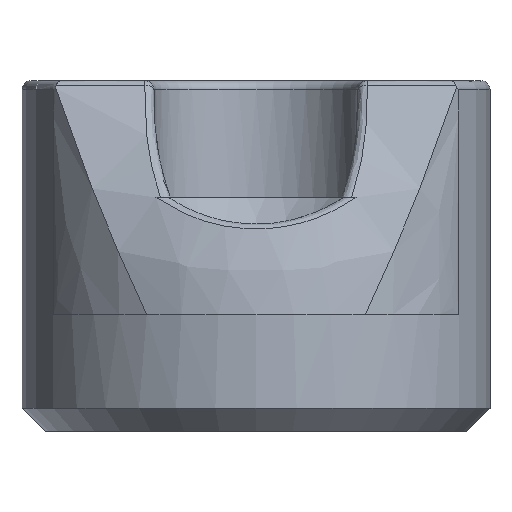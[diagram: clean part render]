
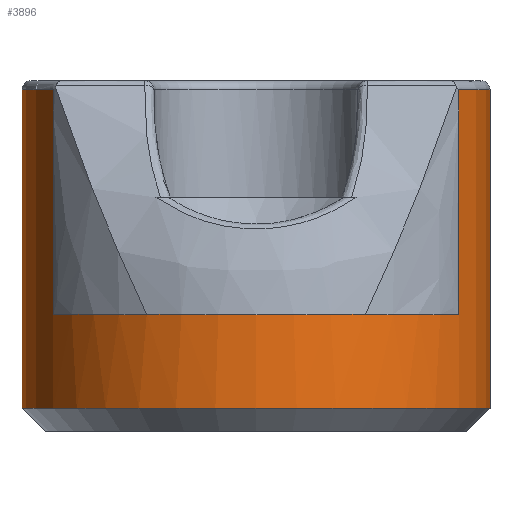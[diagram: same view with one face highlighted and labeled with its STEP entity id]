
A CAD part, left-side view. The second image highlights one B-rep face of the part: STEP entity #3896.
In plain terms, the highlighted cylindrical face has radius 12.7 mm (diameter 25.4 mm), a partial arc.
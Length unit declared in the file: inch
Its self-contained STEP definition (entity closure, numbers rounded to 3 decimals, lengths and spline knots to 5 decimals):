
#279=FACE_OUTER_BOUND('',#516,.T.);
#516=EDGE_LOOP('',(#2839,#2840,#2841,#2842,#2843,#2844,#2845,#2846,#2847,
#2848,#2849,#2850));
#703=CIRCLE('',#4143,0.5);
#709=CIRCLE('',#4151,0.5);
#710=CIRCLE('',#4152,0.5);
#719=CIRCLE('',#4174,0.5);
#720=CIRCLE('',#4175,0.5);
#721=CIRCLE('',#4177,0.5);
#1046=LINE('',#7393,#1290);
#1047=LINE('',#7394,#1291);
#1059=LINE('',#7920,#1303);
#1060=LINE('',#7922,#1304);
#1061=LINE('',#7926,#1305);
#1062=LINE('',#7929,#1306);
#1290=VECTOR('',#4626,0.3937);
#1291=VECTOR('',#4627,0.3937);
#1303=VECTOR('',#4685,0.3937);
#1304=VECTOR('',#4686,0.3937);
#1305=VECTOR('',#4691,0.3937);
#1306=VECTOR('',#4694,0.3937);
#1601=VERTEX_POINT('',#7294);
#1602=VERTEX_POINT('',#7309);
#1610=VERTEX_POINT('',#7385);
#1611=VERTEX_POINT('',#7390);
#1612=VERTEX_POINT('',#7392);
#1614=VERTEX_POINT('',#7438);
#1675=VERTEX_POINT('',#7881);
#1676=VERTEX_POINT('',#7885);
#1677=VERTEX_POINT('',#7919);
#1678=VERTEX_POINT('',#7921);
#1679=VERTEX_POINT('',#7925);
#1680=VERTEX_POINT('',#7927);
#2031=EDGE_CURVE('',#1601,#1602,#703,.T.);
#2043=EDGE_CURVE('',#1610,#1611,#709,.T.);
#2044=EDGE_CURVE('',#1611,#1612,#1046,.T.);
#2045=EDGE_CURVE('',#1612,#1601,#1047,.T.);
#2048=EDGE_CURVE('',#1614,#1610,#710,.T.);
#2121=EDGE_CURVE('',#1675,#1676,#719,.T.);
#2123=EDGE_CURVE('',#1677,#1676,#1059,.T.);
#2124=EDGE_CURVE('',#1678,#1677,#1060,.T.);
#2125=EDGE_CURVE('',#1678,#1614,#720,.T.);
#2126=EDGE_CURVE('',#1679,#1675,#1061,.T.);
#2127=EDGE_CURVE('',#1680,#1679,#721,.T.);
#2128=EDGE_CURVE('',#1680,#1602,#1062,.T.);
#2839=ORIENTED_EDGE('',*,*,#2031,.F.);
#2840=ORIENTED_EDGE('',*,*,#2045,.F.);
#2841=ORIENTED_EDGE('',*,*,#2044,.F.);
#2842=ORIENTED_EDGE('',*,*,#2043,.F.);
#2843=ORIENTED_EDGE('',*,*,#2048,.F.);
#2844=ORIENTED_EDGE('',*,*,#2125,.F.);
#2845=ORIENTED_EDGE('',*,*,#2124,.T.);
#2846=ORIENTED_EDGE('',*,*,#2123,.T.);
#2847=ORIENTED_EDGE('',*,*,#2121,.F.);
#2848=ORIENTED_EDGE('',*,*,#2126,.F.);
#2849=ORIENTED_EDGE('',*,*,#2127,.F.);
#2850=ORIENTED_EDGE('',*,*,#2128,.T.);
#3764=CYLINDRICAL_SURFACE('',#4176,0.5);
#3896=ADVANCED_FACE('',(#279),#3764,.T.);
#4143=AXIS2_PLACEMENT_3D('',#7310,#4606,#4607);
#4151=AXIS2_PLACEMENT_3D('',#7391,#4624,#4625);
#4152=AXIS2_PLACEMENT_3D('',#7443,#4628,#4629);
#4174=AXIS2_PLACEMENT_3D('',#7886,#4683,#4684);
#4175=AXIS2_PLACEMENT_3D('',#7923,#4687,#4688);
#4176=AXIS2_PLACEMENT_3D('',#7924,#4689,#4690);
#4177=AXIS2_PLACEMENT_3D('',#7928,#4692,#4693);
#4606=DIRECTION('center_axis',(0.,0.,1.));
#4607=DIRECTION('ref_axis',(-0.259,-0.966,0.));
#4624=DIRECTION('center_axis',(0.,0.,1.));
#4625=DIRECTION('ref_axis',(0.,1.,0.));
#4626=DIRECTION('',(0.,0.,1.));
#4627=DIRECTION('',(0.,0.,1.));
#4628=DIRECTION('center_axis',(0.,0.,1.));
#4629=DIRECTION('ref_axis',(0.,1.,0.));
#4683=DIRECTION('center_axis',(0.,0.,1.));
#4684=DIRECTION('ref_axis',(-0.259,0.966,0.));
#4685=DIRECTION('',(0.,0.,1.));
#4686=DIRECTION('',(0.,0.,1.));
#4687=DIRECTION('center_axis',(0.,0.,1.));
#4688=DIRECTION('ref_axis',(0.,1.,0.));
#4689=DIRECTION('center_axis',(0.,0.,1.));
#4690=DIRECTION('ref_axis',(0.,1.,0.));
#4691=DIRECTION('',(0.,0.,1.));
#4692=DIRECTION('center_axis',(0.,0.,-1.));
#4693=DIRECTION('ref_axis',(0.,1.,0.));
#4694=DIRECTION('',(0.,0.,1.));
#7294=CARTESIAN_POINT('',(-1.125,-0.43301,0.23));
#7309=CARTESIAN_POINT('',(-0.875,-0.5,0.23));
#7310=CARTESIAN_POINT('Origin',(-0.875,0.,0.23));
#7385=CARTESIAN_POINT('',(-1.3171,-0.23355,-0.25));
#7390=CARTESIAN_POINT('',(-1.125,-0.43301,-0.25));
#7391=CARTESIAN_POINT('Origin',(-0.875,0.,-0.25));
#7392=CARTESIAN_POINT('',(-1.125,-0.43301,0.16976));
#7393=CARTESIAN_POINT('',(-1.125,-0.43301,0.));
#7394=CARTESIAN_POINT('',(-1.125,-0.43301,0.));
#7438=CARTESIAN_POINT('',(-1.3171,0.23355,-0.25));
#7443=CARTESIAN_POINT('Origin',(-0.875,0.,-0.25));
#7881=CARTESIAN_POINT('',(-0.875,0.5,0.23));
#7885=CARTESIAN_POINT('',(-1.125,0.43301,0.23));
#7886=CARTESIAN_POINT('Origin',(-0.875,0.,0.23));
#7919=CARTESIAN_POINT('',(-1.125,0.43301,0.16976));
#7920=CARTESIAN_POINT('',(-1.125,0.43301,0.));
#7921=CARTESIAN_POINT('',(-1.125,0.43301,-0.25));
#7922=CARTESIAN_POINT('',(-1.125,0.43301,0.));
#7923=CARTESIAN_POINT('Origin',(-0.875,0.,-0.25));
#7924=CARTESIAN_POINT('Origin',(-0.875,0.,0.));
#7925=CARTESIAN_POINT('',(-0.875,0.5,-0.45));
#7926=CARTESIAN_POINT('',(-0.875,0.5,0.));
#7927=CARTESIAN_POINT('',(-0.875,-0.5,-0.45));
#7928=CARTESIAN_POINT('Origin',(-0.875,0.,-0.45));
#7929=CARTESIAN_POINT('',(-0.875,-0.5,0.));
